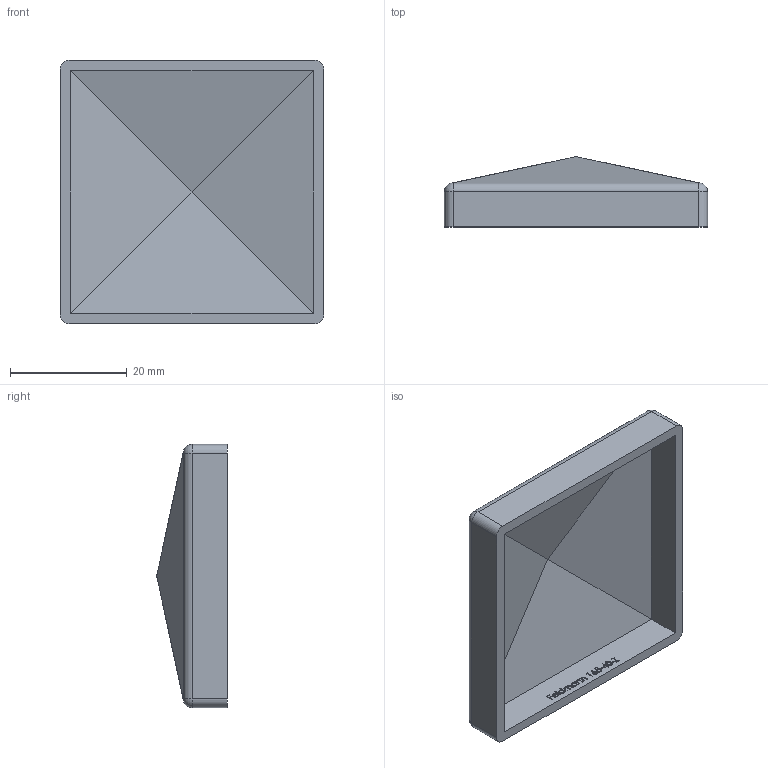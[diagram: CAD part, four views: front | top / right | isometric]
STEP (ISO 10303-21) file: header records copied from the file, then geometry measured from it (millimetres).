
FILE_DESCRIPTION (( 'STEP AP203' ), '1' );
FILE_NAME ('165-40-Z.step', '2021-06-04T11:33:46', ( '' ), ( '' ), 'SwSTEP 2.0', 'SolidWorks 2018', '' );
FILE_SCHEMA (( 'CONFIG_CONTROL_DESIGN' ));
Length unit declared in the file: millimetre
Products named in the file (2): 165-40-Z
Bounding box: 45 x 12 x 45 mm (x, y, z)
Volume: 5392 mm3; surface area: 6302.6 mm2
Topology: 1 solids, 1 shells, 231 faces, 592 edges, 382 vertices
Faces by surface type: plane 137, bspline 74, cylinder 12, sphere 8
Entity records: 10961 total; most frequent: CARTESIAN_POINT 5717, ORIENTED_EDGE 1176, DIRECTION 786, EDGE_CURVE 588, VECTOR 412, LINE 412, VERTEX_POINT 382, EDGE_LOOP 254
